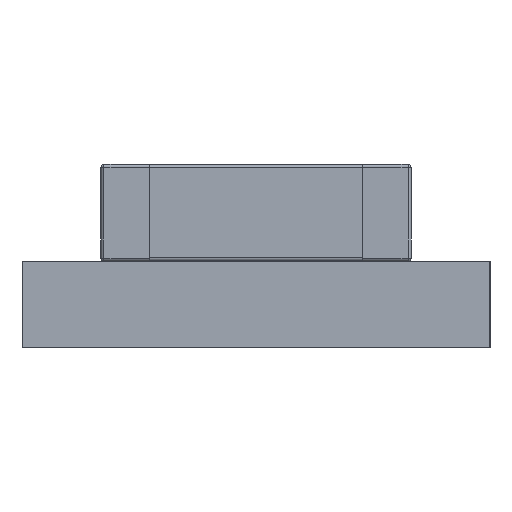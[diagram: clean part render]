
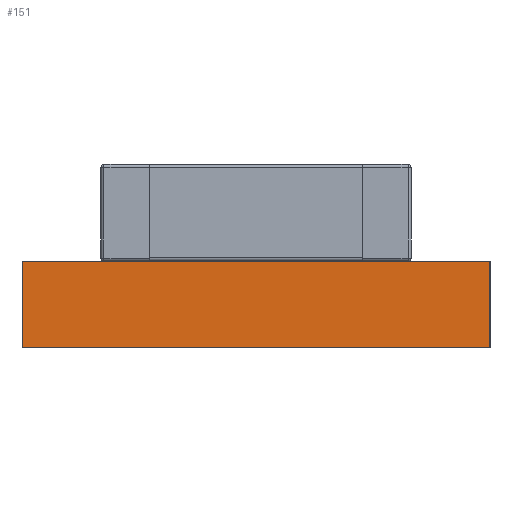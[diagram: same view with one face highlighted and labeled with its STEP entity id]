
A CAD part, left-side view. The second image highlights one B-rep face of the part: STEP entity #151.
In plain terms, the highlighted planar face has unit normal (-1, 0, 0).
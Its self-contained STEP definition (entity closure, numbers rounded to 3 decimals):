
#53 = EDGE_CURVE('',#54,#56,#58,.T.);
#54 = VERTEX_POINT('',#55);
#55 = CARTESIAN_POINT('',(69.088,77.343,0.));
#56 = VERTEX_POINT('',#57);
#57 = CARTESIAN_POINT('',(69.088,77.343,0.891));
#58 = LINE('',#59,#60);
#59 = CARTESIAN_POINT('',(69.088,77.343,0.));
#60 = VECTOR('',#61,1.);
#61 = DIRECTION('',(0.,0.,1.));
#126 = VERTEX_POINT('',#127);
#127 = CARTESIAN_POINT('',(69.088,82.169,0.891));
#133 = EDGE_CURVE('',#134,#126,#136,.T.);
#134 = VERTEX_POINT('',#135);
#135 = CARTESIAN_POINT('',(69.088,82.169,0.));
#136 = LINE('',#137,#138);
#137 = CARTESIAN_POINT('',(69.088,82.169,0.));
#138 = VECTOR('',#139,1.);
#139 = DIRECTION('',(0.,0.,1.));
#151 = ADVANCED_FACE('',(#152),#168,.F.);
#152 = FACE_BOUND('',#153,.F.);
#153 = EDGE_LOOP('',(#154,#155,#161,#162));
#154 = ORIENTED_EDGE('',*,*,#133,.T.);
#155 = ORIENTED_EDGE('',*,*,#156,.T.);
#156 = EDGE_CURVE('',#126,#56,#157,.T.);
#157 = LINE('',#158,#159);
#158 = CARTESIAN_POINT('',(69.088,82.169,0.891));
#159 = VECTOR('',#160,1.);
#160 = DIRECTION('',(0.,-1.,0.));
#161 = ORIENTED_EDGE('',*,*,#53,.F.);
#162 = ORIENTED_EDGE('',*,*,#163,.F.);
#163 = EDGE_CURVE('',#134,#54,#164,.T.);
#164 = LINE('',#165,#166);
#165 = CARTESIAN_POINT('',(69.088,82.169,0.));
#166 = VECTOR('',#167,1.);
#167 = DIRECTION('',(0.,-1.,0.));
#168 = PLANE('',#169);
#169 = AXIS2_PLACEMENT_3D('',#170,#171,#172);
#170 = CARTESIAN_POINT('',(69.088,82.169,0.));
#171 = DIRECTION('',(1.,0.,0.));
#172 = DIRECTION('',(0.,-1.,0.));
